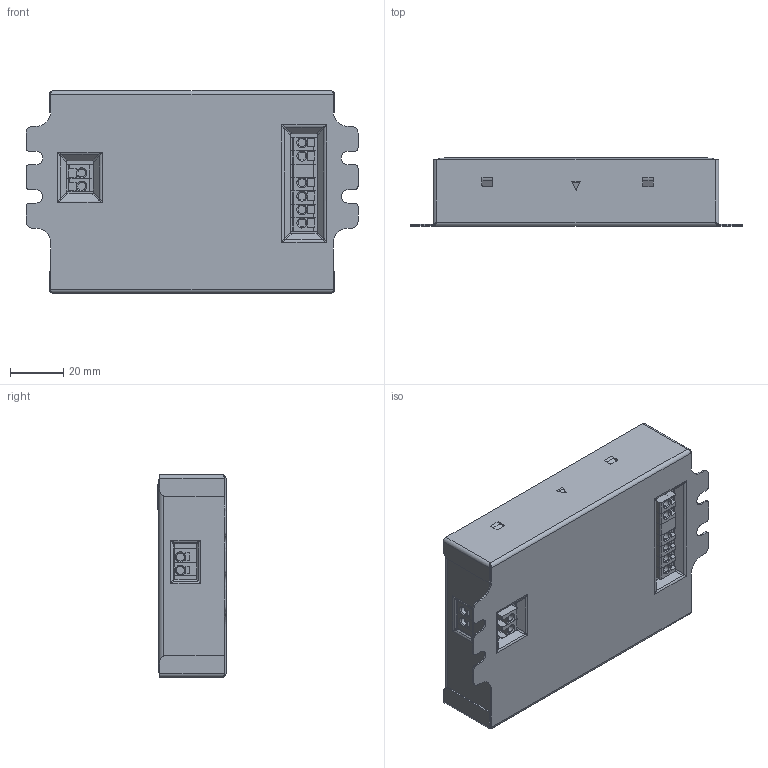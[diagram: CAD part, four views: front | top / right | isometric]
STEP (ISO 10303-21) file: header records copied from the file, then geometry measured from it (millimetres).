
FILE_DESCRIPTION((''),'2;1');
FILE_NAME('L3DAXU1UKN-YYBLK_ASM','2015-09-04T',('abelton'),(''),'PRO/ENGINEER BY PARAMETRIC TECHNOLOGY CORPORATION, 2014090','PRO/ENGINEER BY PARAMETRIC TECHNOLOGY CORPORATION, 2014090','');
FILE_SCHEMA(('CONFIG_CONTROL_DESIGN'));
Length unit declared in the file: inch
Products named in the file (12): 243237; 4703542B; DECA_OM89001_TERMINAL; DECA_OM89001_ENDCAP; DECA_OM89001_BLANK; DECA_OM89001_LEAD; 190426_ASM; 190576_ASM; 4703542B_ASM; 243235; 50015673; L3DAXU1UKN-YYBLK_ASM
Assembly tree (28 placements, depth 4):
  L3DAXU1UKN-YYBLK_ASM
    243237
    4703542B_ASM
      4703542B
      190426_ASM
        DECA_OM89001_TERMINAL  x6
        DECA_OM89001_ENDCAP  x2
        DECA_OM89001_BLANK
        DECA_OM89001_LEAD  x6
      190576_ASM
        DECA_OM89001_TERMINAL  x2
        DECA_OM89001_ENDCAP  x2
        DECA_OM89001_LEAD  x2
    243235
    50015673
Bounding box: 124.16 x 25.48 x 75.64 mm (x, y, z)
Volume: 41829.7 mm3; surface area: 99973.9 mm2
Topology: 25 solids, 25 shells, 1853 faces, 4750 edges, 3027 vertices
Faces by surface type: plane 1085, cylinder 598, bspline 112, cone 40, torus 18
Entity records: 47891 total; most frequent: CARTESIAN_POINT 12504, ORIENTED_EDGE 7406, DIRECTION 7074, EDGE_CURVE 3703, VECTOR 2630, LINE 2630, VERTEX_POINT 2343, AXIS2_PLACEMENT_3D 2222
